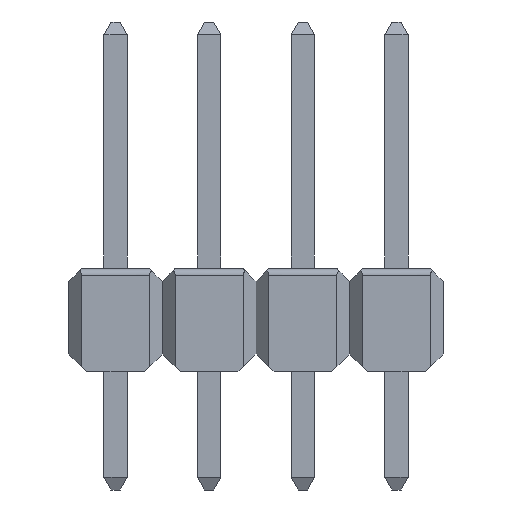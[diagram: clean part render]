
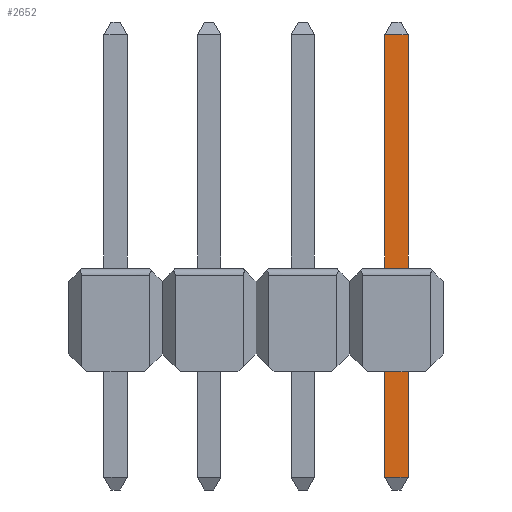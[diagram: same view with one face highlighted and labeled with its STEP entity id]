
A CAD part, front view. The second image highlights one B-rep face of the part: STEP entity #2652.
In plain terms, the highlighted planar face has unit normal (0, -1, 0).
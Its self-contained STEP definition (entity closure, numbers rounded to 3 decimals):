
#96=FACE_OUTER_BOUND('',#248,.T.);
#248=EDGE_LOOP('',(#1795,#1796,#1797,#1798));
#399=LINE('',#3732,#755);
#417=LINE('',#3767,#773);
#420=LINE('',#3772,#776);
#422=LINE('',#3776,#778);
#755=VECTOR('',#3003,10.);
#773=VECTOR('',#3035,10.);
#776=VECTOR('',#3042,10.);
#778=VECTOR('',#3048,10.);
#1111=VERTEX_POINT('',#3730);
#1112=VERTEX_POINT('',#3731);
#1117=VERTEX_POINT('',#3749);
#1122=VERTEX_POINT('',#3763);
#1359=EDGE_CURVE('',#1111,#1112,#399,.T.);
#1377=EDGE_CURVE('',#1117,#1122,#417,.T.);
#1380=EDGE_CURVE('',#1112,#1117,#420,.T.);
#1382=EDGE_CURVE('',#1122,#1111,#422,.T.);
#1795=ORIENTED_EDGE('',*,*,#1380,.F.);
#1796=ORIENTED_EDGE('',*,*,#1359,.F.);
#1797=ORIENTED_EDGE('',*,*,#1382,.F.);
#1798=ORIENTED_EDGE('',*,*,#1377,.F.);
#2508=PLANE('',#2822);
#2652=ADVANCED_FACE('',(#96),#2508,.T.);
#2822=AXIS2_PLACEMENT_3D('',#3777,#3049,#3050);
#3003=DIRECTION('',(-1.,0.,0.));
#3035=DIRECTION('',(1.,0.,0.));
#3042=DIRECTION('',(0.,0.,1.));
#3048=DIRECTION('',(0.,0.,-1.));
#3049=DIRECTION('center_axis',(0.,-1.,0.));
#3050=DIRECTION('ref_axis',(0.,0.,-1.));
#3730=CARTESIAN_POINT('',(13.015,-0.315,-2.86));
#3731=CARTESIAN_POINT('',(12.385,-0.315,-2.86));
#3732=CARTESIAN_POINT('',(13.015,-0.315,-2.86));
#3749=CARTESIAN_POINT('',(12.385,-0.315,9.156));
#3763=CARTESIAN_POINT('',(13.015,-0.315,9.156));
#3767=CARTESIAN_POINT('',(12.385,-0.315,9.156));
#3772=CARTESIAN_POINT('',(12.385,-0.315,-2.86));
#3776=CARTESIAN_POINT('',(13.015,-0.315,9.156));
#3777=CARTESIAN_POINT('Origin',(12.375,-0.315,3.173));
